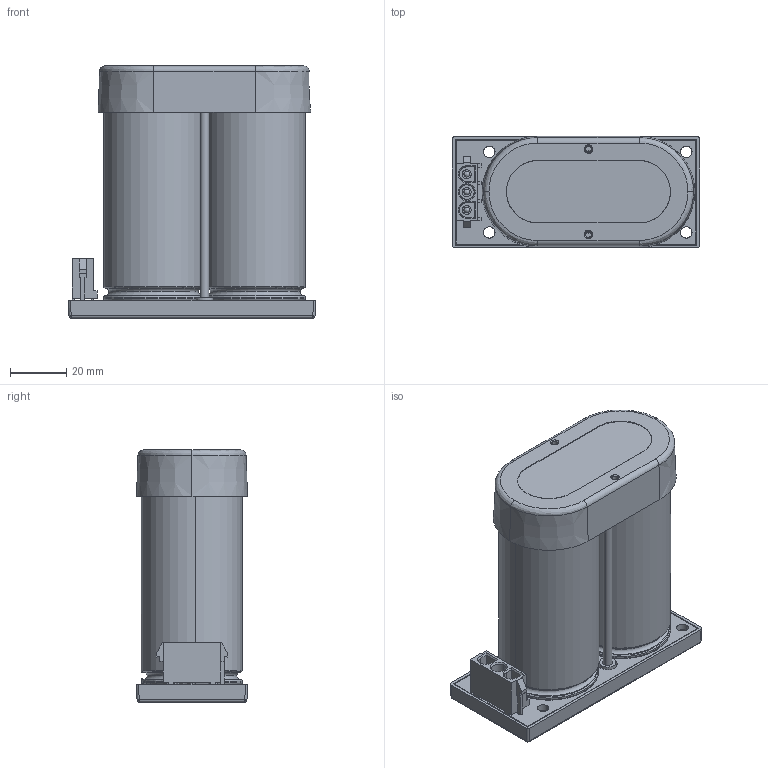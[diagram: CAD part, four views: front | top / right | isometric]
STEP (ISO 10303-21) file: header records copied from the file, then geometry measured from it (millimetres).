
FILE_DESCRIPTION (( 'STEP AP214' ), '1' );
FILE_NAME ('18696.STEP', '2011-08-08T19:27:12', ( 'Vicor Employee' ), ( 'Vicor Corporation' ), 'SwSTEP 2.0', 'SolidWorks 2011', '' );
FILE_SCHEMA (( 'AUTOMOTIVE_DESIGN' ));
Length unit declared in the file: inch
Products named in the file (1): 18696
Bounding box: 87.63 x 39.37 x 89.38 mm (x, y, z)
Volume: 183757.7 mm3; surface area: 52137.1 mm2
Topology: 1 solids, 17 shells, 610 faces, 1532 edges, 988 vertices
Faces by surface type: plane 285, cylinder 127, cone 111, torus 60, bspline 27
Entity records: 28775 total; most frequent: CARTESIAN_POINT 6201, ORIENTED_EDGE 3052, DIRECTION 3038, EDGE_CURVE 1526, AXIS2_PLACEMENT_3D 1135, VERTEX_POINT 988, LINE 768, VECTOR 768
